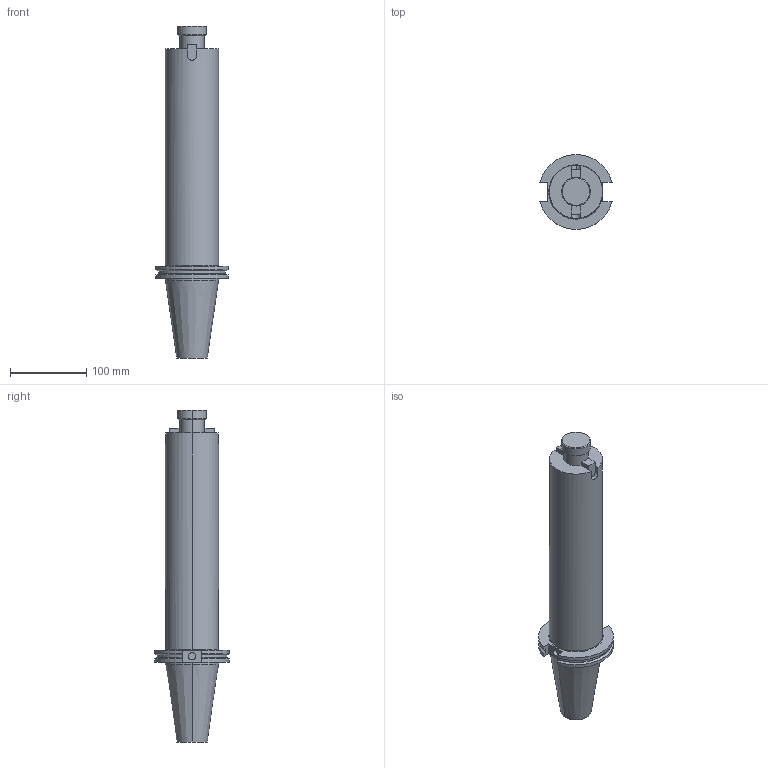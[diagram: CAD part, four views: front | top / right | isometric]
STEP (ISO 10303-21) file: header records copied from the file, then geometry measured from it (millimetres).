
FILE_DESCRIPTION (( 'STEP AP203' ), '1' );
FILE_NAME ('STP-SATE-22725-12.STEP', '2017-05-10T05:18:11', ( '' ), ( '' ), 'SwSTEP 2.0', 'SolidWorks 2015', '' );
FILE_SCHEMA (( 'CONFIG_CONTROL_DESIGN' ));
Length unit declared in the file: millimetre
Products named in the file (1): STP-SATE-22725-12
Bounding box: 94.95 x 98.05 x 436.55 mm (x, y, z)
Volume: 1455615.7 mm3; surface area: 110521.6 mm2
Topology: 2 solids, 2 shells, 78 faces, 189 edges, 119 vertices
Faces by surface type: plane 33, cylinder 27, cone 16, torus 1, bspline 1
Entity records: 2468 total; most frequent: CARTESIAN_POINT 545, DIRECTION 398, ORIENTED_EDGE 374, EDGE_CURVE 187, AXIS2_PLACEMENT_3D 146, VERTEX_POINT 119, LINE 106, VECTOR 106
